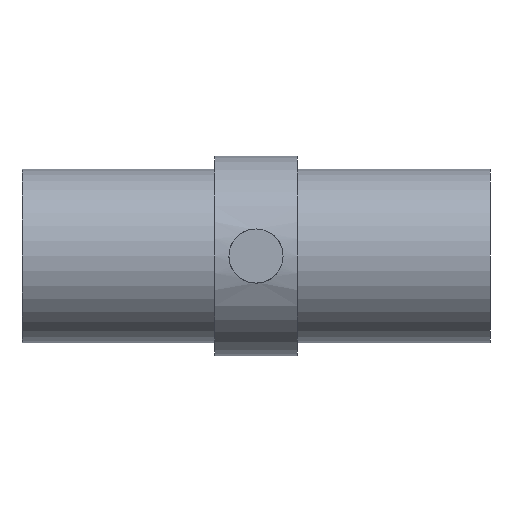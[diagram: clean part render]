
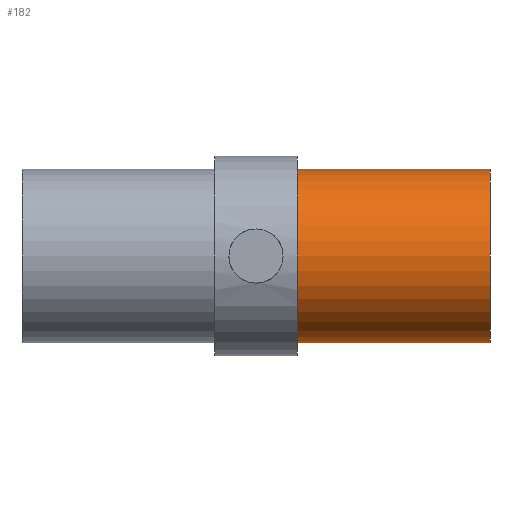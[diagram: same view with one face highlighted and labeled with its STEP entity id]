
A CAD part, front view. The second image highlights one B-rep face of the part: STEP entity #182.
In plain terms, the highlighted cylindrical face has radius 100 mm (diameter 200 mm), a partial arc.
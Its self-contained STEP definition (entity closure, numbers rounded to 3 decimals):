
#66 = AXIS2_PLACEMENT_3D ( 'NONE', #897, #1332, #1504 ) ;
#90 = CARTESIAN_POINT ( 'NONE',  ( 270., 0., 0. ) ) ;
#182 = ADVANCED_FACE ( 'NONE', ( #305 ), #888, .T. ) ;
#186 = ORIENTED_EDGE ( 'NONE', *, *, #209, .T. ) ;
#209 = EDGE_CURVE ( 'NONE', #776, #688, #1139, .T. ) ;
#305 = FACE_OUTER_BOUND ( 'NONE', #1540, .T. ) ;
#326 = EDGE_CURVE ( 'NONE', #1671, #712, #675, .T. ) ;
#414 = CARTESIAN_POINT ( 'NONE',  ( 270., 0., -100. ) ) ;
#428 = VECTOR ( 'NONE', #719, 1000. ) ;
#545 = ORIENTED_EDGE ( 'NONE', *, *, #879, .T. ) ;
#592 = ORIENTED_EDGE ( 'NONE', *, *, #326, .F. ) ;
#595 = LINE ( 'NONE', #1893, #428 ) ;
#675 = CIRCLE ( 'NONE', #1011, 100. ) ;
#688 = VERTEX_POINT ( 'NONE', #1414 ) ;
#712 = VERTEX_POINT ( 'NONE', #839 ) ;
#719 = DIRECTION ( 'NONE',  ( -1., 0., 0. ) ) ;
#754 = VECTOR ( 'NONE', #1824, 1000. ) ;
#776 = VERTEX_POINT ( 'NONE', #414 ) ;
#806 = DIRECTION ( 'NONE',  ( 0., 0., 1. ) ) ;
#824 = CARTESIAN_POINT ( 'NONE',  ( 47.5, 0., -100. ) ) ;
#839 = CARTESIAN_POINT ( 'NONE',  ( 47.5, 0., 100. ) ) ;
#879 = EDGE_CURVE ( 'NONE', #688, #712, #595, .T. ) ;
#888 = CYLINDRICAL_SURFACE ( 'NONE', #66, 100. ) ;
#897 = CARTESIAN_POINT ( 'NONE',  ( -63.485, 0., 0. ) ) ;
#935 = LINE ( 'NONE', #1364, #754 ) ;
#987 = DIRECTION ( 'NONE',  ( -1., 0., 0. ) ) ;
#1011 = AXIS2_PLACEMENT_3D ( 'NONE', #1300, #987, #1580 ) ;
#1139 = CIRCLE ( 'NONE', #1386, 100. ) ;
#1247 = DIRECTION ( 'NONE',  ( -1., 0., 0. ) ) ;
#1300 = CARTESIAN_POINT ( 'NONE',  ( 47.5, 0., 0. ) ) ;
#1332 = DIRECTION ( 'NONE',  ( -1., 0., 0. ) ) ;
#1364 = CARTESIAN_POINT ( 'NONE',  ( -63.485, 0., -100. ) ) ;
#1386 = AXIS2_PLACEMENT_3D ( 'NONE', #90, #1247, #806 ) ;
#1414 = CARTESIAN_POINT ( 'NONE',  ( 270., 0., 100. ) ) ;
#1416 = ORIENTED_EDGE ( 'NONE', *, *, #1801, .F. ) ;
#1504 = DIRECTION ( 'NONE',  ( 0., 0., 1. ) ) ;
#1540 = EDGE_LOOP ( 'NONE', ( #1416, #186, #545, #592 ) ) ;
#1580 = DIRECTION ( 'NONE',  ( 0., 0., 1. ) ) ;
#1671 = VERTEX_POINT ( 'NONE', #824 ) ;
#1801 = EDGE_CURVE ( 'NONE', #776, #1671, #935, .T. ) ;
#1824 = DIRECTION ( 'NONE',  ( -1., 0., 0. ) ) ;
#1893 = CARTESIAN_POINT ( 'NONE',  ( -63.485, 0., 100. ) ) ;
